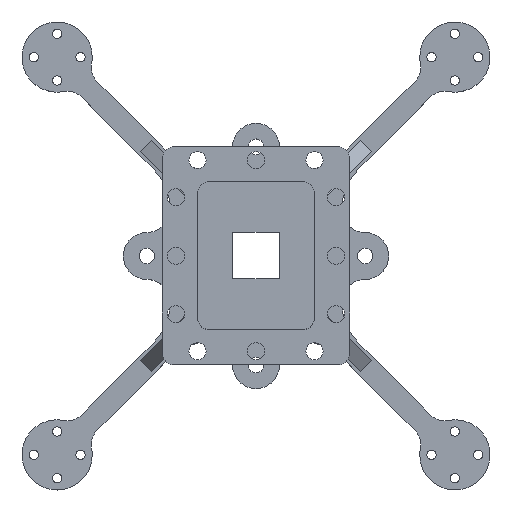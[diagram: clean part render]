
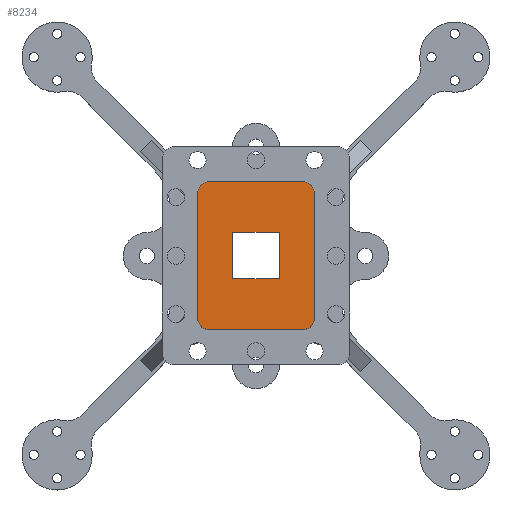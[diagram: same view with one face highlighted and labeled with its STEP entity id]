
A CAD part, top view. The second image highlights one B-rep face of the part: STEP entity #8234.
In plain terms, the highlighted planar face has unit normal (0, 0, 1).
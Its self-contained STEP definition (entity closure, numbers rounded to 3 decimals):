
#53 = EDGE_LOOP ( 'NONE', ( #7016, #2480, #5581, #7808, #5694, #5272, #2243, #3362 ) ) ;
#71 = DIRECTION ( 'NONE',  ( 0., 1., 0. ) ) ;
#84 = FACE_BOUND ( 'NONE', #5060, .T. ) ;
#107 = CARTESIAN_POINT ( 'NONE',  ( -12., -19., 63. ) ) ;
#117 = AXIS2_PLACEMENT_3D ( 'NONE', #5048, #3535, #5718 ) ;
#157 = CARTESIAN_POINT ( 'NONE',  ( 12., -16., 63. ) ) ;
#405 = LINE ( 'NONE', #1279, #4386 ) ;
#605 = LINE ( 'NONE', #3282, #653 ) ;
#640 = LINE ( 'NONE', #3412, #4053 ) ;
#653 = VECTOR ( 'NONE', #8747, 1000. ) ;
#842 = CARTESIAN_POINT ( 'NONE',  ( -12., 16., 63. ) ) ;
#885 = DIRECTION ( 'NONE',  ( -1., 0., 0. ) ) ;
#889 = CARTESIAN_POINT ( 'NONE',  ( 15., -19., 63. ) ) ;
#1279 = CARTESIAN_POINT ( 'NONE',  ( -6., 0., 63. ) ) ;
#1398 = DIRECTION ( 'NONE',  ( 1., 0., 0. ) ) ;
#1445 = DIRECTION ( 'NONE',  ( 1., 0., 0. ) ) ;
#1501 = PLANE ( 'NONE',  #117 ) ;
#1525 = EDGE_CURVE ( 'NONE', #6396, #8401, #2247, .T. ) ;
#1648 = VECTOR ( 'NONE', #2270, 1000. ) ;
#1680 = DIRECTION ( 'NONE',  ( -1., 0., 0. ) ) ;
#1758 = EDGE_CURVE ( 'NONE', #5886, #3804, #605, .T. ) ;
#1770 = DIRECTION ( 'NONE',  ( 0., -1., 0. ) ) ;
#1806 = AXIS2_PLACEMENT_3D ( 'NONE', #3519, #7032, #1398 ) ;
#1857 = CARTESIAN_POINT ( 'NONE',  ( 12., 16., 63. ) ) ;
#2126 = CARTESIAN_POINT ( 'NONE',  ( 6., -6., 63. ) ) ;
#2243 = ORIENTED_EDGE ( 'NONE', *, *, #2431, .T. ) ;
#2247 = CIRCLE ( 'NONE', #2538, 3. ) ;
#2270 = DIRECTION ( 'NONE',  ( 0., -1., 0. ) ) ;
#2324 = VERTEX_POINT ( 'NONE', #6968 ) ;
#2331 = CARTESIAN_POINT ( 'NONE',  ( 0., 6., 63. ) ) ;
#2423 = CARTESIAN_POINT ( 'NONE',  ( -15., -16., 63. ) ) ;
#2431 = EDGE_CURVE ( 'NONE', #3457, #8858, #3035, .T. ) ;
#2480 = ORIENTED_EDGE ( 'NONE', *, *, #1525, .T. ) ;
#2538 = AXIS2_PLACEMENT_3D ( 'NONE', #157, #7626, #1445 ) ;
#2587 = VECTOR ( 'NONE', #2859, 1000. ) ;
#2661 = CIRCLE ( 'NONE', #1806, 3. ) ;
#2760 = VERTEX_POINT ( 'NONE', #6333 ) ;
#2789 = VECTOR ( 'NONE', #1680, 1000. ) ;
#2802 = VECTOR ( 'NONE', #71, 1000. ) ;
#2859 = DIRECTION ( 'NONE',  ( 1., 0., 0. ) ) ;
#2986 = ORIENTED_EDGE ( 'NONE', *, *, #3317, .F. ) ;
#3035 = LINE ( 'NONE', #5053, #1648 ) ;
#3213 = CARTESIAN_POINT ( 'NONE',  ( 6., 6., 63. ) ) ;
#3263 = DIRECTION ( 'NONE',  ( 1., 0., 0. ) ) ;
#3268 = CARTESIAN_POINT ( 'NONE',  ( 15., 16., 63. ) ) ;
#3282 = CARTESIAN_POINT ( 'NONE',  ( 0., -6., 63. ) ) ;
#3317 = EDGE_CURVE ( 'NONE', #3804, #5383, #640, .T. ) ;
#3362 = ORIENTED_EDGE ( 'NONE', *, *, #4320, .T. ) ;
#3412 = CARTESIAN_POINT ( 'NONE',  ( 6., 0., 63. ) ) ;
#3457 = VERTEX_POINT ( 'NONE', #7097 ) ;
#3517 = DIRECTION ( 'NONE',  ( 0., 0., 1. ) ) ;
#3519 = CARTESIAN_POINT ( 'NONE',  ( -12., -16., 63. ) ) ;
#3535 = DIRECTION ( 'NONE',  ( 0., 0., 1. ) ) ;
#3804 = VERTEX_POINT ( 'NONE', #2126 ) ;
#3819 = CARTESIAN_POINT ( 'NONE',  ( 12., -19., 63. ) ) ;
#3941 = CIRCLE ( 'NONE', #6113, 3. ) ;
#3962 = CARTESIAN_POINT ( 'NONE',  ( -6., 6., 63. ) ) ;
#4053 = VECTOR ( 'NONE', #4687, 1000. ) ;
#4074 = CARTESIAN_POINT ( 'NONE',  ( -6., -6., 63. ) ) ;
#4110 = DIRECTION ( 'NONE',  ( 1., 0., 0. ) ) ;
#4264 = EDGE_CURVE ( 'NONE', #8401, #5204, #6908, .T. ) ;
#4291 = LINE ( 'NONE', #2331, #6286 ) ;
#4320 = EDGE_CURVE ( 'NONE', #8858, #6482, #2661, .T. ) ;
#4386 = VECTOR ( 'NONE', #1770, 1000. ) ;
#4508 = ORIENTED_EDGE ( 'NONE', *, *, #5301, .F. ) ;
#4687 = DIRECTION ( 'NONE',  ( 0., 1., 0. ) ) ;
#4943 = EDGE_CURVE ( 'NONE', #2324, #3457, #5684, .T. ) ;
#5048 = CARTESIAN_POINT ( 'NONE',  ( 0., 0., 63. ) ) ;
#5053 = CARTESIAN_POINT ( 'NONE',  ( -15., 19., 63. ) ) ;
#5060 = EDGE_LOOP ( 'NONE', ( #2986, #6282, #4508, #5993 ) ) ;
#5204 = VERTEX_POINT ( 'NONE', #3268 ) ;
#5272 = ORIENTED_EDGE ( 'NONE', *, *, #4943, .T. ) ;
#5301 = EDGE_CURVE ( 'NONE', #8812, #5886, #405, .T. ) ;
#5362 = EDGE_CURVE ( 'NONE', #5204, #2760, #3941, .T. ) ;
#5383 = VERTEX_POINT ( 'NONE', #3213 ) ;
#5547 = EDGE_CURVE ( 'NONE', #2760, #2324, #7866, .T. ) ;
#5581 = ORIENTED_EDGE ( 'NONE', *, *, #4264, .T. ) ;
#5684 = CIRCLE ( 'NONE', #8862, 3. ) ;
#5694 = ORIENTED_EDGE ( 'NONE', *, *, #5547, .T. ) ;
#5718 = DIRECTION ( 'NONE',  ( 1., 0., 0. ) ) ;
#5886 = VERTEX_POINT ( 'NONE', #4074 ) ;
#5993 = ORIENTED_EDGE ( 'NONE', *, *, #8772, .F. ) ;
#6113 = AXIS2_PLACEMENT_3D ( 'NONE', #1857, #7416, #3263 ) ;
#6282 = ORIENTED_EDGE ( 'NONE', *, *, #1758, .F. ) ;
#6286 = VECTOR ( 'NONE', #885, 1000. ) ;
#6293 = LINE ( 'NONE', #8447, #2587 ) ;
#6333 = CARTESIAN_POINT ( 'NONE',  ( 12., 19., 63. ) ) ;
#6396 = VERTEX_POINT ( 'NONE', #3819 ) ;
#6427 = CARTESIAN_POINT ( 'NONE',  ( 15., 19., 63. ) ) ;
#6482 = VERTEX_POINT ( 'NONE', #107 ) ;
#6908 = LINE ( 'NONE', #889, #2802 ) ;
#6968 = CARTESIAN_POINT ( 'NONE',  ( -12., 19., 63. ) ) ;
#7016 = ORIENTED_EDGE ( 'NONE', *, *, #8205, .T. ) ;
#7032 = DIRECTION ( 'NONE',  ( 0., 0., 1. ) ) ;
#7097 = CARTESIAN_POINT ( 'NONE',  ( -15., 16., 63. ) ) ;
#7225 = CARTESIAN_POINT ( 'NONE',  ( 15., -16., 63. ) ) ;
#7416 = DIRECTION ( 'NONE',  ( 0., 0., 1. ) ) ;
#7626 = DIRECTION ( 'NONE',  ( 0., 0., 1. ) ) ;
#7808 = ORIENTED_EDGE ( 'NONE', *, *, #5362, .T. ) ;
#7866 = LINE ( 'NONE', #6427, #2789 ) ;
#8205 = EDGE_CURVE ( 'NONE', #6482, #6396, #6293, .T. ) ;
#8234 = ADVANCED_FACE ( 'NONE', ( #84, #8319 ), #1501, .T. ) ;
#8319 = FACE_OUTER_BOUND ( 'NONE', #53, .T. ) ;
#8401 = VERTEX_POINT ( 'NONE', #7225 ) ;
#8447 = CARTESIAN_POINT ( 'NONE',  ( -15., -19., 63. ) ) ;
#8747 = DIRECTION ( 'NONE',  ( 1., 0., 0. ) ) ;
#8772 = EDGE_CURVE ( 'NONE', #5383, #8812, #4291, .T. ) ;
#8812 = VERTEX_POINT ( 'NONE', #3962 ) ;
#8858 = VERTEX_POINT ( 'NONE', #2423 ) ;
#8862 = AXIS2_PLACEMENT_3D ( 'NONE', #842, #3517, #4110 ) ;
